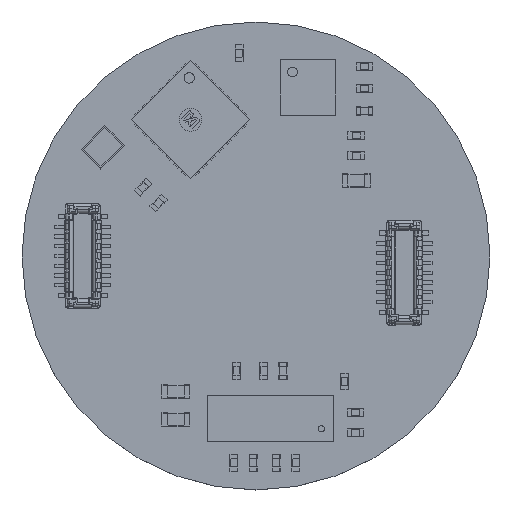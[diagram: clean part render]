
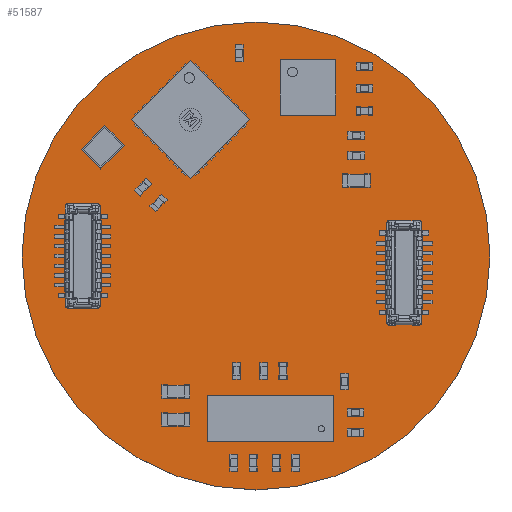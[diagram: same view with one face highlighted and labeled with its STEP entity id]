
A CAD part, top view. The second image highlights one B-rep face of the part: STEP entity #51587.
In plain terms, the highlighted planar face has unit normal (0, 0, 1).
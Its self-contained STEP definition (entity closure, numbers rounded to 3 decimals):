
#51552 = VERTEX_POINT('',#51553);
#51553 = CARTESIAN_POINT('',(8.4,0.,0.892));
#51559 = EDGE_CURVE('',#51552,#51552,#51560,.T.);
#51560 = CIRCLE('',#51561,8.4);
#51561 = AXIS2_PLACEMENT_3D('',#51562,#51563,#51564);
#51562 = CARTESIAN_POINT('',(0.,0.,0.892));
#51563 = DIRECTION('',(0.,0.,1.));
#51564 = DIRECTION('',(1.,0.,-0.));
#51587 = ADVANCED_FACE('',(#51588),#51591,.T.);
#51588 = FACE_BOUND('',#51589,.T.);
#51589 = EDGE_LOOP('',(#51590));
#51590 = ORIENTED_EDGE('',*,*,#51559,.T.);
#51591 = PLANE('',#51592);
#51592 = AXIS2_PLACEMENT_3D('',#51593,#51594,#51595);
#51593 = CARTESIAN_POINT('',(0.,0.,0.892));
#51594 = DIRECTION('',(0.,0.,1.));
#51595 = DIRECTION('',(1.,0.,-0.));
